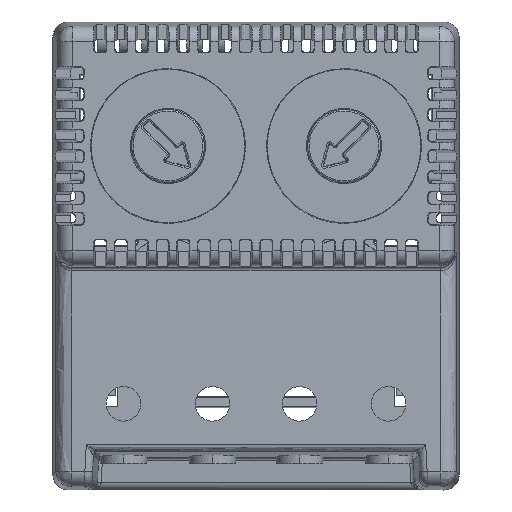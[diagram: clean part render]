
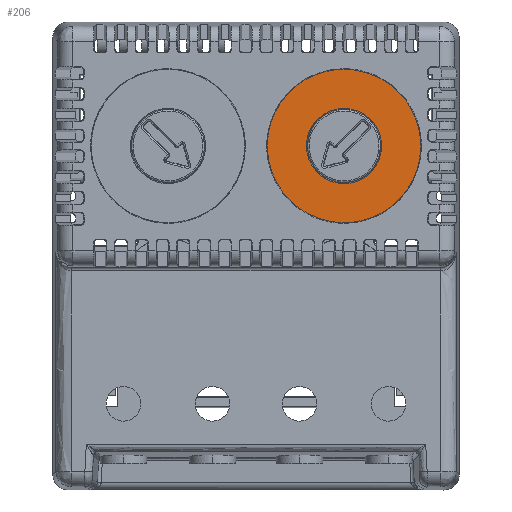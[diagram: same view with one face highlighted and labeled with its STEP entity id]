
A CAD part, top view. The second image highlights one B-rep face of the part: STEP entity #206.
In plain terms, the highlighted planar face has unit normal (0, 0, -1).
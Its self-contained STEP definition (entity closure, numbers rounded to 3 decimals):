
#37=FACE_BOUND($,#3026,.T.);
#206=ADVANCED_FACE($,(#1608,#37),#21154,.T.);
#1608=FACE_OUTER_BOUND($,#3025,.T.);
#3025=EDGE_LOOP($,(#5405,#5406));
#3026=EDGE_LOOP($,(#5407,#5408,#5409,#5410));
#5405=ORIENTED_EDGE($,*,*,#13892,.T.);
#5406=ORIENTED_EDGE($,*,*,#13891,.T.);
#5407=ORIENTED_EDGE($,*,*,#14357,.T.);
#5408=ORIENTED_EDGE($,*,*,#15696,.T.);
#5409=ORIENTED_EDGE($,*,*,#15052,.F.);
#5410=ORIENTED_EDGE($,*,*,#15053,.F.);
#13891=EDGE_CURVE($,#18419,#18420,#26178,.T.);
#13892=EDGE_CURVE($,#18420,#18419,#26179,.T.);
#14357=EDGE_CURVE($,#18862,#19544,#26321,.T.);
#15052=EDGE_CURVE($,#19342,#18861,#26412,.T.);
#15053=EDGE_CURVE($,#18862,#19342,#26413,.T.);
#15696=EDGE_CURVE($,#19544,#18861,#26572,.T.);
#18419=VERTEX_POINT($,#38581);
#18420=VERTEX_POINT($,#38582);
#18861=VERTEX_POINT($,#39023);
#18862=VERTEX_POINT($,#39024);
#19342=VERTEX_POINT($,#39504);
#19544=VERTEX_POINT($,#39706);
#21154=PLANE($,#27224);
#26178=(
BOUNDED_CURVE()
B_SPLINE_CURVE(2,(#29990,#29991,#29992,#29993,#29994),.UNSPECIFIED.,.F.,
.F.)
B_SPLINE_CURVE_WITH_KNOTS((3,2,3),(-62.832,-47.124,-31.416),
.UNSPECIFIED.)
CURVE()
GEOMETRIC_REPRESENTATION_ITEM()
RATIONAL_B_SPLINE_CURVE((1.,0.707,1.,0.707,1.))
REPRESENTATION_ITEM($)
);
#26179=(
BOUNDED_CURVE()
B_SPLINE_CURVE(2,(#29995,#29996,#29997,#29998,#29999),.UNSPECIFIED.,.F.,
.F.)
B_SPLINE_CURVE_WITH_KNOTS((3,2,3),(-31.416,-15.708,0.),.UNSPECIFIED.)
CURVE()
GEOMETRIC_REPRESENTATION_ITEM()
RATIONAL_B_SPLINE_CURVE((1.,0.707,1.,0.707,1.))
REPRESENTATION_ITEM($)
);
#26321=(
BOUNDED_CURVE()
B_SPLINE_CURVE(2,(#31313,#31314,#31315),.UNSPECIFIED.,.F.,.F.)
B_SPLINE_CURVE_WITH_KNOTS((3,3),(-30.788,-23.091),.UNSPECIFIED.)
CURVE()
GEOMETRIC_REPRESENTATION_ITEM()
RATIONAL_B_SPLINE_CURVE((1.,0.707,1.))
REPRESENTATION_ITEM($)
);
#26412=(
BOUNDED_CURVE()
B_SPLINE_CURVE(2,(#33269,#33270,#33271),.UNSPECIFIED.,.F.,.F.)
B_SPLINE_CURVE_WITH_KNOTS((3,3),(7.697,15.394),.UNSPECIFIED.)
CURVE()
GEOMETRIC_REPRESENTATION_ITEM()
RATIONAL_B_SPLINE_CURVE((1.,0.707,1.))
REPRESENTATION_ITEM($)
);
#26413=(
BOUNDED_CURVE()
B_SPLINE_CURVE(2,(#33272,#33273,#33274),.UNSPECIFIED.,.F.,.F.)
B_SPLINE_CURVE_WITH_KNOTS((3,3),(0.,7.697),.UNSPECIFIED.)
CURVE()
GEOMETRIC_REPRESENTATION_ITEM()
RATIONAL_B_SPLINE_CURVE((1.,0.707,1.))
REPRESENTATION_ITEM($)
);
#26572=(
BOUNDED_CURVE()
B_SPLINE_CURVE(2,(#35229,#35230,#35231),.UNSPECIFIED.,.F.,.F.)
B_SPLINE_CURVE_WITH_KNOTS((3,3),(-23.091,-15.394),.UNSPECIFIED.)
CURVE()
GEOMETRIC_REPRESENTATION_ITEM()
RATIONAL_B_SPLINE_CURVE((1.,0.707,1.))
REPRESENTATION_ITEM($)
);
#27224=AXIS2_PLACEMENT_3D($,#35755,#28066,$);
#28066=DIRECTION($,(0.,0.,-1.));
#29990=CARTESIAN_POINT($,(2.332,45.988,26.5));
#29991=CARTESIAN_POINT($,(-7.668,45.988,26.5));
#29992=CARTESIAN_POINT($,(-7.668,55.988,26.5));
#29993=CARTESIAN_POINT($,(-7.668,65.988,26.5));
#29994=CARTESIAN_POINT($,(2.332,65.988,26.5));
#29995=CARTESIAN_POINT($,(2.332,65.988,26.5));
#29996=CARTESIAN_POINT($,(12.332,65.988,26.5));
#29997=CARTESIAN_POINT($,(12.332,55.988,26.5));
#29998=CARTESIAN_POINT($,(12.332,45.988,26.5));
#29999=CARTESIAN_POINT($,(2.332,45.988,26.5));
#31313=CARTESIAN_POINT($,(2.332,51.088,26.5));
#31314=CARTESIAN_POINT($,(7.232,51.088,26.5));
#31315=CARTESIAN_POINT($,(7.232,55.988,26.5));
#33269=CARTESIAN_POINT($,(-2.568,55.988,26.5));
#33270=CARTESIAN_POINT($,(-2.568,60.888,26.5));
#33271=CARTESIAN_POINT($,(2.332,60.888,26.5));
#33272=CARTESIAN_POINT($,(2.332,51.088,26.5));
#33273=CARTESIAN_POINT($,(-2.568,51.088,26.5));
#33274=CARTESIAN_POINT($,(-2.568,55.988,26.5));
#35229=CARTESIAN_POINT($,(7.232,55.988,26.5));
#35230=CARTESIAN_POINT($,(7.232,60.888,26.5));
#35231=CARTESIAN_POINT($,(2.332,60.888,26.5));
#35755=CARTESIAN_POINT($,(-7.868,45.788,26.5));
#38581=CARTESIAN_POINT($,(2.332,45.988,26.5));
#38582=CARTESIAN_POINT($,(2.332,65.988,26.5));
#39023=CARTESIAN_POINT($,(2.332,60.888,26.5));
#39024=CARTESIAN_POINT($,(2.332,51.088,26.5));
#39504=CARTESIAN_POINT($,(-2.568,55.988,26.5));
#39706=CARTESIAN_POINT($,(7.232,55.988,26.5));
